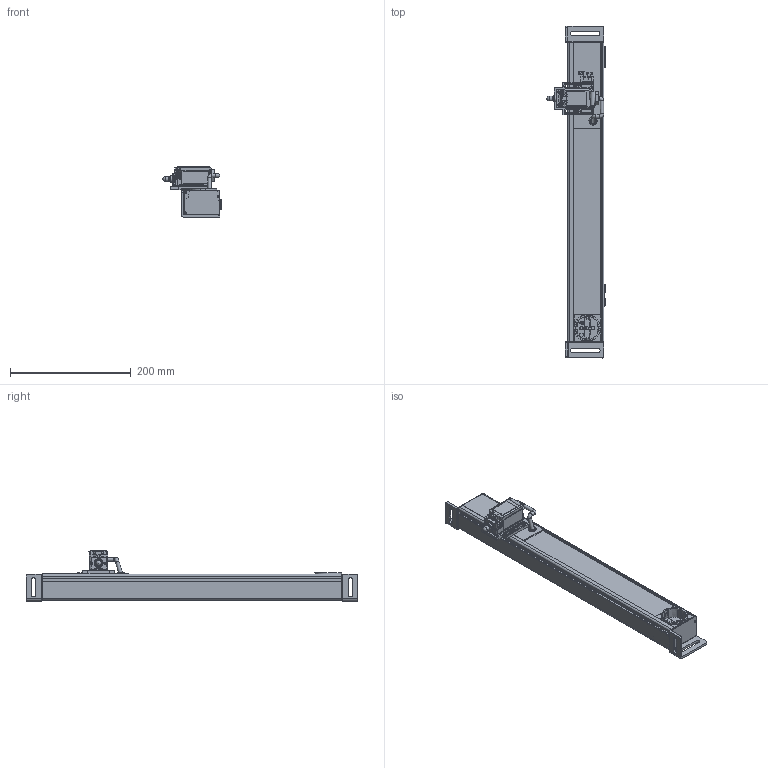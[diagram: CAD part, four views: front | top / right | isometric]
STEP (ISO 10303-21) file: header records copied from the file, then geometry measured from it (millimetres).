
FILE_DESCRIPTION(/* description */ (''),/* implementation_level */ '2;1');
FILE_NAME(/* name */ '108340_LED-A-500-SK-E.stp',/* time_stamp */ '2024-05-03T14:39:56+02:00',/* author */ ('CAD'),/* organization */ (''),/* preprocessor_version */ 'ST-DEVELOPER v15.6',/* originating_system */ 'Autodesk Inventor 2015',/* authorisation */ '');
FILE_SCHEMA (('AUTOMOTIVE_DESIGN { 1 0 10303 214 3 1 1 }'));
Products named in the file (1): 108340_LED-A-500-SK-E_Shrinkwrap_2
Bounding box: 96.45 x 550 x 83.4 mm (x, y, z)
Surface area: 249838.1 mm2 (no closed solid volume)
Topology: 0 solids, 87 shells, 1495 faces, 6213 edges, 4748 vertices
Faces by surface type: plane 1145, cylinder 263, bspline 33, cone 31, sphere 18, torus 5
Full cylindrical faces by diameter (mm): 2.797 x1, 2.8 x2, 3.95 x2, 6 x3, 8 x1, 24 x1
Entity records: 66493 total; most frequent: CARTESIAN_POINT 15488, ORIENTED_EDGE 9735, DIRECTION 9577, EDGE_CURVE 6172, LINE 4855, VECTOR 4855, VERTEX_POINT 4740, AXIS2_PLACEMENT_3D 2361
